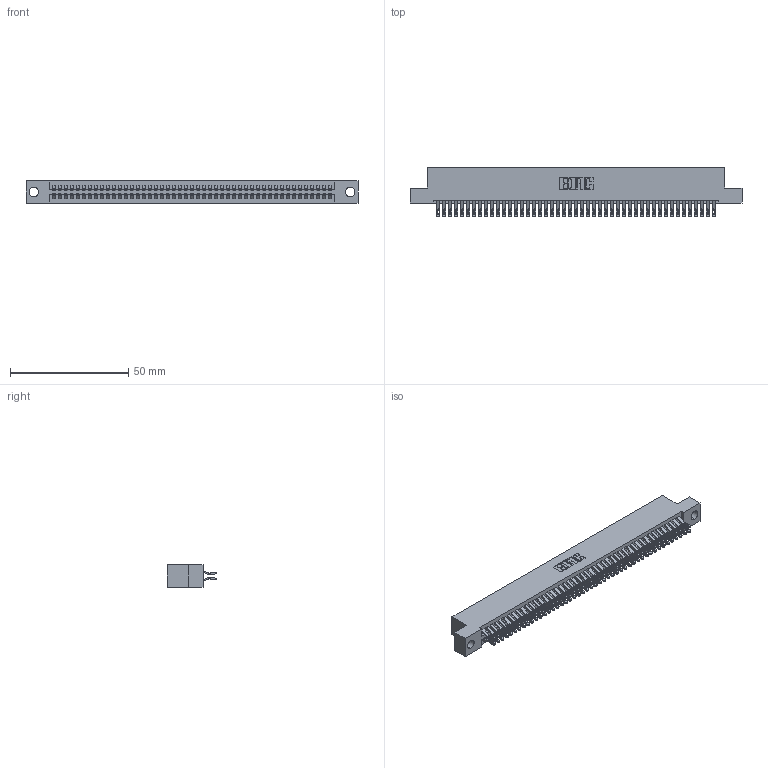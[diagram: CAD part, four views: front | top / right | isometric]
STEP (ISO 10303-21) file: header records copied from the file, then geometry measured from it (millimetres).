
FILE_DESCRIPTION (( 'STEP AP203' ), '1' );
FILE_NAME ('395-094-555-204.STEP', '2018-11-29T13:29:12', ( '' ), ( '' ), 'SwSTEP 2.0', 'SolidWorks 2016', '' );
FILE_SCHEMA (( 'CONFIG_CONTROL_DESIGN' ));
Length unit declared in the file: inch
Products named in the file (3): 395-094-555-204; 345 Part_Flush Mounting Lugs - 0.156 Dia-TH; 345-292-001_555 Tail
Assembly tree (95 placements, depth 2):
  395-094-555-204
    345 Part_Flush Mounting Lugs - 0.156 Dia-TH
    345-292-001_555 Tail  x94
Bounding box: 140.59 x 21.13 x 9.4 mm (x, y, z)
Volume: 13888.2 mm3; surface area: 21389.4 mm2
Topology: 95 solids, 95 shells, 5390 faces, 16979 edges, 11318 vertices
Faces by surface type: plane 2994, cylinder 2396
Entity records: 36533 total; most frequent: CARTESIAN_POINT 6154, ORIENTED_EDGE 6058, DIRECTION 5389, EDGE_CURVE 3029, VECTOR 2689, LINE 2689, VERTEX_POINT 2018, AXIS2_PLACEMENT_3D 1350
